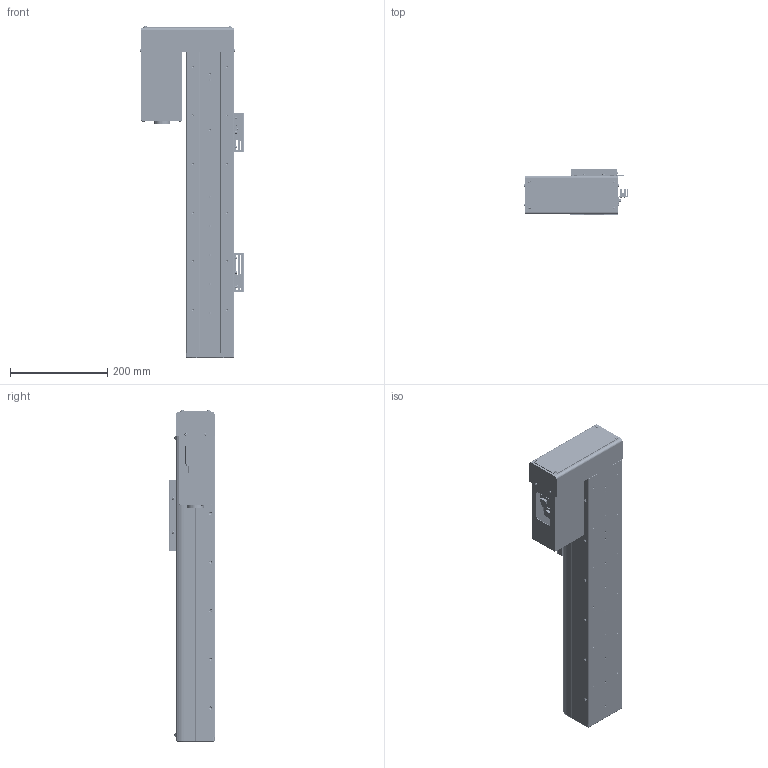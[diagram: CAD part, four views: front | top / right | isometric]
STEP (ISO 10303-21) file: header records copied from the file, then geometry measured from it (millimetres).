
FILE_DESCRIPTION (( 'STEP AP203' ), '1' );
FILE_NAME ('HC100-XXX-PL-300-XX-SR-OF.STEP', '2020-08-04T02:55:10', ( '彌營遵' ), ( '' ), 'SwSTEP 2.0', 'SolidWorks 2013', '' );
FILE_SCHEMA (( 'CONFIG_CONTROL_DESIGN' ));
Length unit declared in the file: millimetre
Products named in the file (46): HRballnut-ST300; socket head cap screw_ks_KS 1003 - M6 x 10 x 10-N; hg-kr23-ST300; STEEL BELT FIX-ST300; hexagon socket button head screw_jis_JIS B 1174 M3 x 8 (8) --N; LMblock-ST300; MASensor Brk-ST300_ル遽; HR Series motor case cover(奢辨)-ST300; SUPPORT BLOCK-ST300; CARRIER-ST300; SHAFT-ST300; EE-SX-674(奢辨 撫憮)-ST300_ル遽; HR Series motor case(奢辨)-ST300; HRbearing cap-ST300; END COVER-ST300; STEEL BELT TENSION BLOCK-ST300; BASE-ST300; socket head cap screw_ks_KS 1003 - M3 x 5 x 5-N; HR Series TENTION PLATE(奢辨)-ST300; DAMPER-ST300; HRballscrew-ST300; STEEL BELT TENSION PLATE-ST300; BEARING HOUSING(雖雖)-ST300; spring lock washer_ks_KS 1324 - M3; 醴喀攪-ST300; BEARING HOUSING(堅薑)-ST300; LMguide-ST300; socket head cap screw_ks_KS 1003 - M6 x 45 x 24-N; HC100 SENSOR_1; 煽溺 300ST; FRONT PLATE-ST300; SIDE COVER-ST300; socket head cap screw_ks_KS 1003 - M5 x 16 x 16-N; CARRIER COVER-ST300; HC100 SENSOR_2; pan cross head_ks_KS 1023 PC- M3 x 5-N; FRONT PLATE COVER-ST300; SIDE COVER2-ST300; socket button head cap screw_am_B18.3.4M - 3 x 0.5 x 8 SBHCS --N; HC SENSOR DOG-ST300 ...
Assembly tree (119 placements, depth 3):
  HC100-XXX-PL-300-XX-SR-OF
    BASE-ST300
    BEARING HOUSING(雖雖)-ST300
    CARRIER-ST300
      CARRIER-ST300
      CARRIER COVER-ST300
      HC SENSOR DOG-ST300
      HRballnut-ST300
      LMblock-ST300  x2
      SHAFT-ST300  x8
      STEEL BELT TENSION BLOCK-ST300  x2
      STEEL BELT TENSION PLATE-ST300  x2
      socket head cap screw_ks_KS 1003 - M6 x 45 x 24-N  x8
      socket head cap screw_ks_KS 1003 - M5 x 16 x 16-N  x4
      socket button head cap screw_am_B18.3.4M - 3 x 0.5 x 8 SBHCS --N  x4
      socket countersunk head screw_am_B18.3.5M - 3 x 0.5 x 8 Socket FCHS  -- 8C  x12
      hexagon socket button head screw_jis_JIS B 1174 M3 x 8 (8) --N  x2
    END COVER-ST300
    HRballscrew-ST300
    LMguide-ST300
    SIDE COVER-ST300
    SIDE COVER2-ST300
    STEEL BELT-ST300
    STEEL BELT FIX-ST300  x2
    SUPPORT BLOCK-ST300  x2
    HRbearing cap-ST300
    DAMPER-ST300  x2
    BEARING HOUSING(堅薑)-ST300
    煽溺 300ST
      FRONT PLATE-ST300
      FRONT PLATE COVER-ST300
      FRONT PLATE COVER 唯衛璽-ST300
      hg-kr23-ST300
      HR Series motor case cover(奢辨)-ST300
      HR Series motor case(奢辨)-ST300
      HR Series TENTION PLATE(奢辨)-ST300
      醴喀攪-ST300
    pan cross head_ks_KS 1023 PC- M3 x 5-N  x16
    socket head cap screw_ks_KS 1003 - M4 x 10 x 10-N  x2
    socket head cap screw_ks_KS 1003 - M6 x 10 x 10-N  x2
    HC100 SENSOR_1
      MASensor Brk-ST300_ル遽
      EE-SX-674(奢辨 撫憮)-ST300_ル遽  x2
      socket head cap screw_ks_KS 1003 - M3 x 5 x 5-N  x7
      spring lock washer_ks_KS 1324 - M3  x3
    HC100 SENSOR_2
      MASensor Brk-ST300_ル遽
      EE-SX-674(奢辨 撫憮)-ST300_ル遽
      socket head cap screw_ks_KS 1003 - M3 x 5 x 5-N  x5
      spring lock washer_ks_KS 1324 - M3  x3
Bounding box: 214.15 x 95 x 682.95 mm (x, y, z)
Volume: 2747477.1 mm3; surface area: 1179310.6 mm2
Topology: 115 solids, 115 shells, 4594 faces, 11358 edges, 6944 vertices
Faces by surface type: plane 2179, cylinder 1403, cone 658, torus 272, sphere 48, bspline 34
Entity records: 117341 total; most frequent: CARTESIAN_POINT 49152, DIRECTION 13281, ORIENTED_EDGE 12414, EDGE_CURVE 6207, AXIS2_PLACEMENT_3D 4821, VERTEX_POINT 3983, LINE 3639, VECTOR 3639
